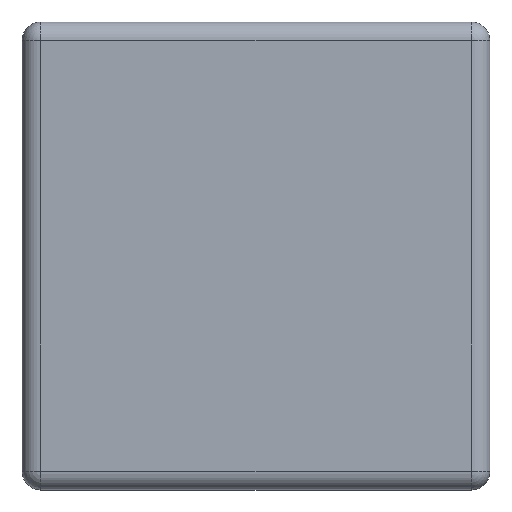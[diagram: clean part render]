
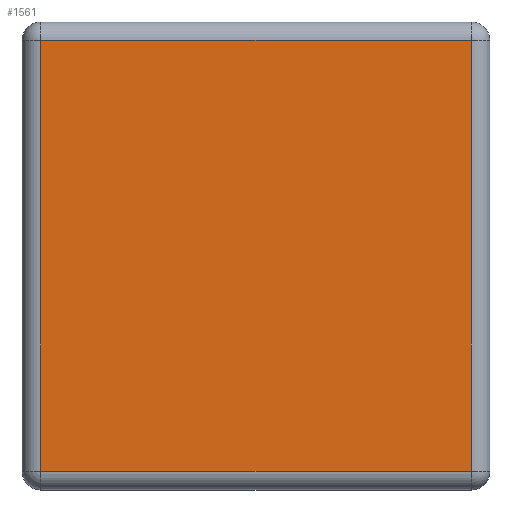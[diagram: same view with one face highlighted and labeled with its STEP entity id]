
A CAD part, top view. The second image highlights one B-rep face of the part: STEP entity #1561.
In plain terms, the highlighted planar face has unit normal (0, 0, 1).
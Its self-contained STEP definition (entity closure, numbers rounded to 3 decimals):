
#844 = CYLINDRICAL_SURFACE('',#845,1.);
#845 = AXIS2_PLACEMENT_3D('',#846,#847,#848);
#846 = CARTESIAN_POINT('',(0.,1.,9.2));
#847 = DIRECTION('',(1.,0.,0.));
#848 = DIRECTION('',(0.,-1.,-0.));
#1192 = VERTEX_POINT('',#1193);
#1193 = CARTESIAN_POINT('',(1.,1.,10.2));
#1213 = EDGE_CURVE('',#1192,#1214,#1216,.T.);
#1214 = VERTEX_POINT('',#1215);
#1215 = CARTESIAN_POINT('',(24.4,1.,10.2));
#1216 = SURFACE_CURVE('',#1217,(#1221,#1228),.PCURVE_S1.);
#1217 = LINE('',#1218,#1219);
#1218 = CARTESIAN_POINT('',(0.,1.,10.2));
#1219 = VECTOR('',#1220,1.);
#1220 = DIRECTION('',(1.,0.,0.));
#1221 = PCURVE('',#844,#1222);
#1222 = DEFINITIONAL_REPRESENTATION('',(#1223),#1227);
#1223 = LINE('',#1224,#1225);
#1224 = CARTESIAN_POINT('',(-1.571,0.));
#1225 = VECTOR('',#1226,1.);
#1226 = DIRECTION('',(-0.,1.));
#1227 = ( GEOMETRIC_REPRESENTATION_CONTEXT(2) 
PARAMETRIC_REPRESENTATION_CONTEXT() REPRESENTATION_CONTEXT('2D SPACE',''
  ) );
#1228 = PCURVE('',#1229,#1234);
#1229 = PLANE('',#1230);
#1230 = AXIS2_PLACEMENT_3D('',#1231,#1232,#1233);
#1231 = CARTESIAN_POINT('',(12.7,12.7,10.2));
#1232 = DIRECTION('',(0.,0.,1.));
#1233 = DIRECTION('',(1.,0.,0.));
#1234 = DEFINITIONAL_REPRESENTATION('',(#1235),#1239);
#1235 = LINE('',#1236,#1237);
#1236 = CARTESIAN_POINT('',(-12.7,-11.7));
#1237 = VECTOR('',#1238,1.);
#1238 = DIRECTION('',(1.,0.));
#1239 = ( GEOMETRIC_REPRESENTATION_CONTEXT(2) 
PARAMETRIC_REPRESENTATION_CONTEXT() REPRESENTATION_CONTEXT('2D SPACE',''
  ) );
#1303 = CYLINDRICAL_SURFACE('',#1304,1.);
#1304 = AXIS2_PLACEMENT_3D('',#1305,#1306,#1307);
#1305 = CARTESIAN_POINT('',(1.,25.4,9.2));
#1306 = DIRECTION('',(0.,-1.,0.));
#1307 = DIRECTION('',(-1.,0.,0.));
#1337 = CYLINDRICAL_SURFACE('',#1338,1.);
#1338 = AXIS2_PLACEMENT_3D('',#1339,#1340,#1341);
#1339 = CARTESIAN_POINT('',(24.4,0.,9.2));
#1340 = DIRECTION('',(0.,1.,0.));
#1341 = DIRECTION('',(1.,0.,-0.));
#1499 = CYLINDRICAL_SURFACE('',#1500,1.);
#1500 = AXIS2_PLACEMENT_3D('',#1501,#1502,#1503);
#1501 = CARTESIAN_POINT('',(25.4,24.4,9.2));
#1502 = DIRECTION('',(-1.,0.,0.));
#1503 = DIRECTION('',(0.,1.,-0.));
#1561 = ADVANCED_FACE('',(#1562),#1229,.T.);
#1562 = FACE_BOUND('',#1563,.T.);
#1563 = EDGE_LOOP('',(#1564,#1565,#1588,#1611));
#1564 = ORIENTED_EDGE('',*,*,#1213,.T.);
#1565 = ORIENTED_EDGE('',*,*,#1566,.T.);
#1566 = EDGE_CURVE('',#1214,#1567,#1569,.T.);
#1567 = VERTEX_POINT('',#1568);
#1568 = CARTESIAN_POINT('',(24.4,24.4,10.2));
#1569 = SURFACE_CURVE('',#1570,(#1574,#1581),.PCURVE_S1.);
#1570 = LINE('',#1571,#1572);
#1571 = CARTESIAN_POINT('',(24.4,0.,10.2));
#1572 = VECTOR('',#1573,1.);
#1573 = DIRECTION('',(0.,1.,0.));
#1574 = PCURVE('',#1229,#1575);
#1575 = DEFINITIONAL_REPRESENTATION('',(#1576),#1580);
#1576 = LINE('',#1577,#1578);
#1577 = CARTESIAN_POINT('',(11.7,-12.7));
#1578 = VECTOR('',#1579,1.);
#1579 = DIRECTION('',(0.,1.));
#1580 = ( GEOMETRIC_REPRESENTATION_CONTEXT(2) 
PARAMETRIC_REPRESENTATION_CONTEXT() REPRESENTATION_CONTEXT('2D SPACE',''
  ) );
#1581 = PCURVE('',#1337,#1582);
#1582 = DEFINITIONAL_REPRESENTATION('',(#1583),#1587);
#1583 = LINE('',#1584,#1585);
#1584 = CARTESIAN_POINT('',(-1.571,0.));
#1585 = VECTOR('',#1586,1.);
#1586 = DIRECTION('',(-0.,1.));
#1587 = ( GEOMETRIC_REPRESENTATION_CONTEXT(2) 
PARAMETRIC_REPRESENTATION_CONTEXT() REPRESENTATION_CONTEXT('2D SPACE',''
  ) );
#1588 = ORIENTED_EDGE('',*,*,#1589,.T.);
#1589 = EDGE_CURVE('',#1567,#1590,#1592,.T.);
#1590 = VERTEX_POINT('',#1591);
#1591 = CARTESIAN_POINT('',(1.,24.4,10.2));
#1592 = SURFACE_CURVE('',#1593,(#1597,#1604),.PCURVE_S1.);
#1593 = LINE('',#1594,#1595);
#1594 = CARTESIAN_POINT('',(25.4,24.4,10.2));
#1595 = VECTOR('',#1596,1.);
#1596 = DIRECTION('',(-1.,0.,0.));
#1597 = PCURVE('',#1229,#1598);
#1598 = DEFINITIONAL_REPRESENTATION('',(#1599),#1603);
#1599 = LINE('',#1600,#1601);
#1600 = CARTESIAN_POINT('',(12.7,11.7));
#1601 = VECTOR('',#1602,1.);
#1602 = DIRECTION('',(-1.,0.));
#1603 = ( GEOMETRIC_REPRESENTATION_CONTEXT(2) 
PARAMETRIC_REPRESENTATION_CONTEXT() REPRESENTATION_CONTEXT('2D SPACE',''
  ) );
#1604 = PCURVE('',#1499,#1605);
#1605 = DEFINITIONAL_REPRESENTATION('',(#1606),#1610);
#1606 = LINE('',#1607,#1608);
#1607 = CARTESIAN_POINT('',(-1.571,0.));
#1608 = VECTOR('',#1609,1.);
#1609 = DIRECTION('',(-0.,1.));
#1610 = ( GEOMETRIC_REPRESENTATION_CONTEXT(2) 
PARAMETRIC_REPRESENTATION_CONTEXT() REPRESENTATION_CONTEXT('2D SPACE',''
  ) );
#1611 = ORIENTED_EDGE('',*,*,#1612,.T.);
#1612 = EDGE_CURVE('',#1590,#1192,#1613,.T.);
#1613 = SURFACE_CURVE('',#1614,(#1618,#1625),.PCURVE_S1.);
#1614 = LINE('',#1615,#1616);
#1615 = CARTESIAN_POINT('',(1.,25.4,10.2));
#1616 = VECTOR('',#1617,1.);
#1617 = DIRECTION('',(0.,-1.,0.));
#1618 = PCURVE('',#1229,#1619);
#1619 = DEFINITIONAL_REPRESENTATION('',(#1620),#1624);
#1620 = LINE('',#1621,#1622);
#1621 = CARTESIAN_POINT('',(-11.7,12.7));
#1622 = VECTOR('',#1623,1.);
#1623 = DIRECTION('',(0.,-1.));
#1624 = ( GEOMETRIC_REPRESENTATION_CONTEXT(2) 
PARAMETRIC_REPRESENTATION_CONTEXT() REPRESENTATION_CONTEXT('2D SPACE',''
  ) );
#1625 = PCURVE('',#1303,#1626);
#1626 = DEFINITIONAL_REPRESENTATION('',(#1627),#1631);
#1627 = LINE('',#1628,#1629);
#1628 = CARTESIAN_POINT('',(-1.571,0.));
#1629 = VECTOR('',#1630,1.);
#1630 = DIRECTION('',(-0.,1.));
#1631 = ( GEOMETRIC_REPRESENTATION_CONTEXT(2) 
PARAMETRIC_REPRESENTATION_CONTEXT() REPRESENTATION_CONTEXT('2D SPACE',''
  ) );
